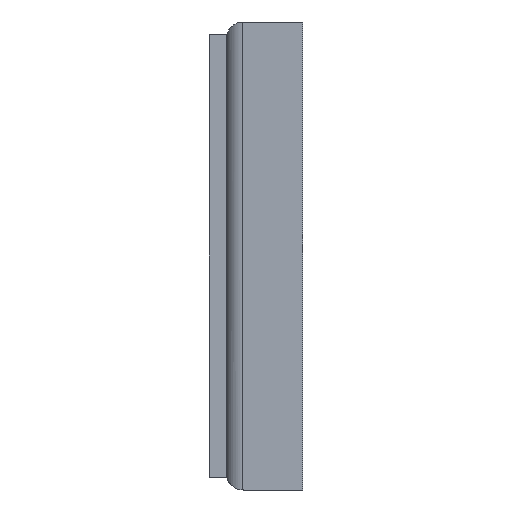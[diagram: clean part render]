
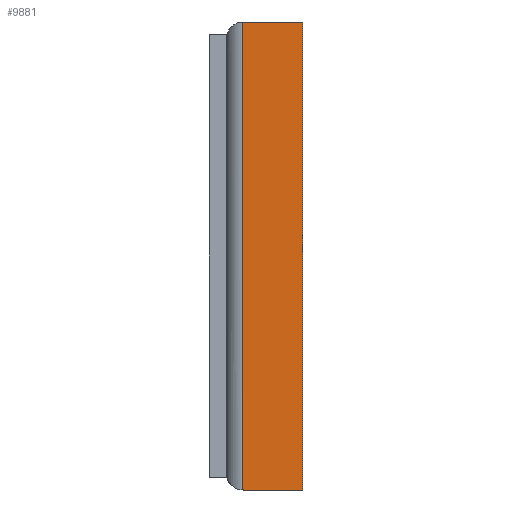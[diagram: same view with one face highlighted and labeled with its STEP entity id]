
A CAD part, left-side view. The second image highlights one B-rep face of the part: STEP entity #9881.
In plain terms, the highlighted planar face has unit normal (-1, 0, 0).
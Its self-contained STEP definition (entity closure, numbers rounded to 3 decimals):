
#15=CIRCLE('',#10293,2.);
#16=CIRCLE('',#10294,2.);
#167=PLANE('',#10292);
#547=FACE_OUTER_BOUND('',#1119,.T.);
#1119=EDGE_LOOP('',(#7593,#7594,#7595,#7596,#7597,#7598));
#1772=LINE('',#15991,#2576);
#1774=LINE('',#16012,#2578);
#1775=LINE('',#16014,#2579);
#1776=LINE('',#16016,#2580);
#2576=VECTOR('',#10898,2.);
#2578=VECTOR('',#10904,10.);
#2579=VECTOR('',#10905,10.);
#2580=VECTOR('',#10906,10.);
#4202=VERTEX_POINT('',#15975);
#4203=VERTEX_POINT('',#15990);
#4205=VERTEX_POINT('',#16009);
#4206=VERTEX_POINT('',#16011);
#4207=VERTEX_POINT('',#16013);
#4208=VERTEX_POINT('',#16015);
#5425=EDGE_CURVE('',#4202,#4203,#1772,.T.);
#5428=EDGE_CURVE('',#4205,#4202,#15,.T.);
#5429=EDGE_CURVE('',#4205,#4206,#1774,.T.);
#5430=EDGE_CURVE('',#4207,#4206,#1775,.T.);
#5431=EDGE_CURVE('',#4207,#4208,#1776,.T.);
#5432=EDGE_CURVE('',#4203,#4208,#16,.T.);
#7593=ORIENTED_EDGE('',*,*,#5425,.F.);
#7594=ORIENTED_EDGE('',*,*,#5428,.F.);
#7595=ORIENTED_EDGE('',*,*,#5429,.T.);
#7596=ORIENTED_EDGE('',*,*,#5430,.F.);
#7597=ORIENTED_EDGE('',*,*,#5431,.T.);
#7598=ORIENTED_EDGE('',*,*,#5432,.F.);
#9881=ADVANCED_FACE('',(#547),#167,.T.);
#10292=AXIS2_PLACEMENT_3D('',#16008,#10900,#10901);
#10293=AXIS2_PLACEMENT_3D('',#16010,#10902,#10903);
#10294=AXIS2_PLACEMENT_3D('',#16017,#10907,#10908);
#10898=DIRECTION('',(0.,0.,1.));
#10900=DIRECTION('center_axis',(-1.,0.,0.));
#10901=DIRECTION('ref_axis',(0.,0.,1.));
#10902=DIRECTION('center_axis',(1.,0.,0.));
#10903=DIRECTION('ref_axis',(0.,0.707,-0.707));
#10904=DIRECTION('',(0.,-1.,0.));
#10905=DIRECTION('',(0.,0.,-1.));
#10906=DIRECTION('',(0.,1.,0.));
#10907=DIRECTION('center_axis',(1.,0.,0.));
#10908=DIRECTION('ref_axis',(0.,0.707,0.707));
#15975=CARTESIAN_POINT('',(-43.07,-1.436,-7.873));
#15990=CARTESIAN_POINT('',(-43.07,-1.436,47.125));
#15991=CARTESIAN_POINT('',(-43.07,-1.436,6.626));
#16008=CARTESIAN_POINT('Origin',(-43.07,0.,-7.874));
#16009=CARTESIAN_POINT('',(-43.07,-1.5,-7.874));
#16010=CARTESIAN_POINT('Origin',(-43.07,-1.5,-5.874));
#16011=CARTESIAN_POINT('',(-43.07,-8.5,-7.874));
#16012=CARTESIAN_POINT('',(-43.07,0.,-7.874));
#16013=CARTESIAN_POINT('',(-43.07,-8.5,47.126));
#16014=CARTESIAN_POINT('',(-43.07,-8.5,-7.874));
#16015=CARTESIAN_POINT('',(-43.07,-1.5,47.126));
#16016=CARTESIAN_POINT('',(-43.07,0.,47.126));
#16017=CARTESIAN_POINT('Origin',(-43.07,-1.5,45.126));
